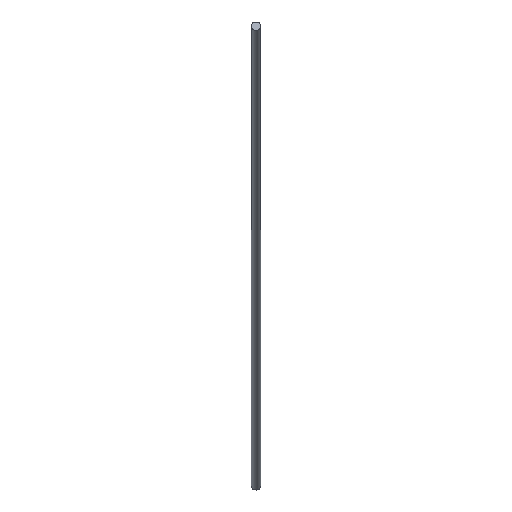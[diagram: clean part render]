
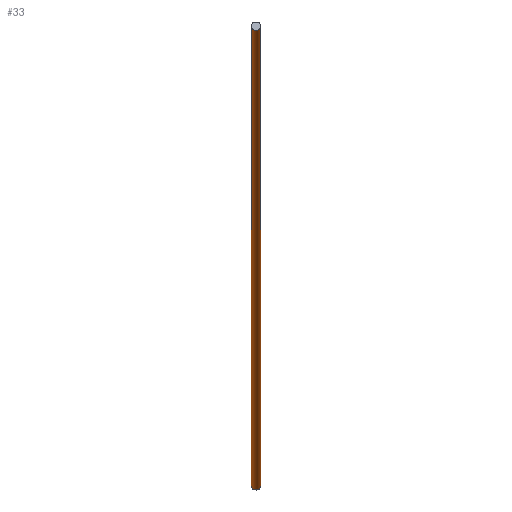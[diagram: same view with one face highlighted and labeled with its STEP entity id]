
A CAD part, left-side view. The second image highlights one B-rep face of the part: STEP entity #33.
In plain terms, the highlighted cylindrical face has radius 3.175 mm (diameter 6.35 mm), a full revolution.
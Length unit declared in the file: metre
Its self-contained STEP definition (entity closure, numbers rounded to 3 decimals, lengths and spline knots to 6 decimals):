
#14=ORIENTED_EDGE('',*,*,#18,.F.);
#15=ORIENTED_EDGE('',*,*,#19,.T.);
#18=EDGE_CURVE('',#20,#20,#22,.T.);
#19=EDGE_CURVE('',#21,#21,#23,.T.);
#20=VERTEX_POINT('',#69);
#21=VERTEX_POINT('',#71);
#22=CIRCLE('',#50,0.003175);
#23=CIRCLE('',#51,0.003175);
#24=EDGE_LOOP('',(#14));
#25=EDGE_LOOP('',(#15));
#28=FACE_BOUND('',#24,.T.);
#29=FACE_BOUND('',#25,.T.);
#32=CYLINDRICAL_SURFACE('',#49,0.003175);
#33=ADVANCED_FACE('',(#28,#29),#32,.T.);
#49=AXIS2_PLACEMENT_3D('',#67,#56,#57);
#50=AXIS2_PLACEMENT_3D('',#68,#58,#59);
#51=AXIS2_PLACEMENT_3D('',#70,#60,#61);
#56=DIRECTION('',(-0.866,0.,0.5));
#57=DIRECTION('',(0.5,0.,0.866));
#58=DIRECTION('',(-0.866,0.,0.5));
#59=DIRECTION('',(0.5,0.,0.866));
#60=DIRECTION('',(-0.866,0.,0.5));
#61=DIRECTION('',(0.5,0.,0.866));
#67=CARTESIAN_POINT('',(0.323016,0.,-0.1499));
#68=CARTESIAN_POINT('',(0.059051,0.,0.0025));
#69=CARTESIAN_POINT('',(0.060639,0.,0.00525));
#70=CARTESIAN_POINT('',(0.58698,0.,-0.3023));
#71=CARTESIAN_POINT('',(0.588568,0.,-0.29955));
